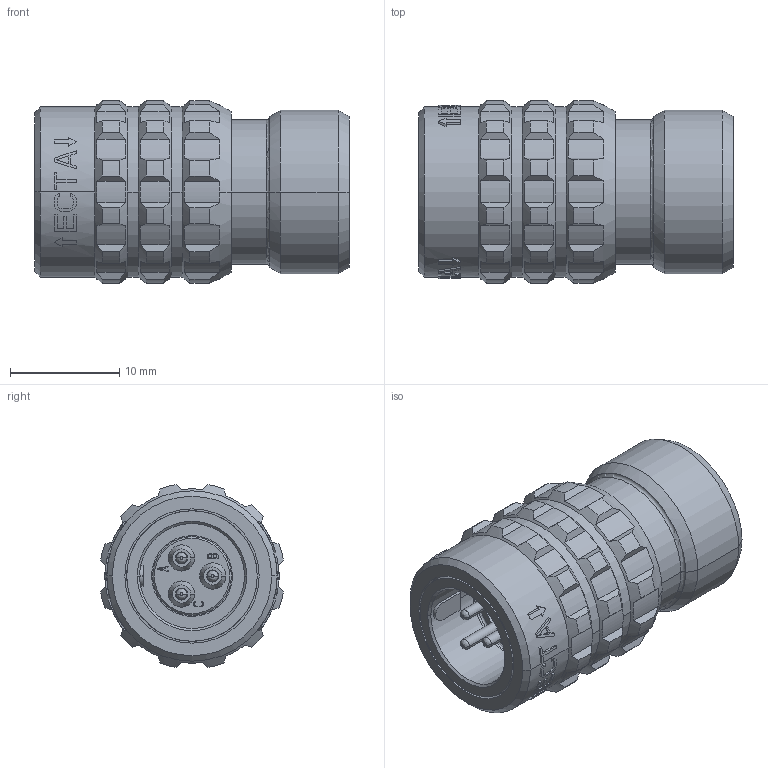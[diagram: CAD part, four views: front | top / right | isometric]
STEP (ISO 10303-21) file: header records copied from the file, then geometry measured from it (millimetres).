
FILE_DESCRIPTION((''),'2;1');
FILE_NAME('1332M003MZ','2024-07-24T13:19:12',('paultorloting'),('NET AG system integration'),'CREO PARAMETRIC BY PTC INC, 2021404','CREO PARAMETRIC BY PTC INC, 2021404','');
FILE_SCHEMA(('AUTOMOTIVE_DESIGN { 1 0 10303 214 1 1 1 1 }'));
Length unit declared in the file: millimetre
Products named in the file (1): 1332M003MZ
Bounding box: 28.8 x 16.75 x 16.75 mm (x, y, z)
Volume: 3266.7 mm3; surface area: 4090.7 mm2
Topology: 1 solids, 4 shells, 819 faces, 2208 edges, 1446 vertices
Faces by surface type: plane 510, cylinder 213, cone 49, torus 27, bspline 12, sphere 8
Entity records: 38216 total; most frequent: CARTESIAN_POINT 12091, ORIENTED_EDGE 4400, DIRECTION 4004, EDGE_CURVE 2200, VERTEX_POINT 1446, AXIS2_PLACEMENT_3D 1404, VECTOR 1193, LINE 1193
